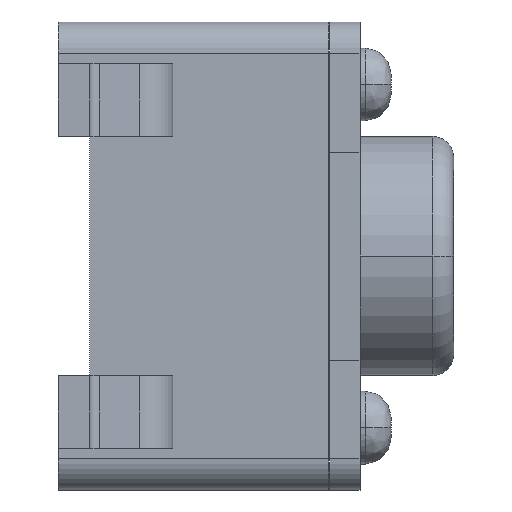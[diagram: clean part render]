
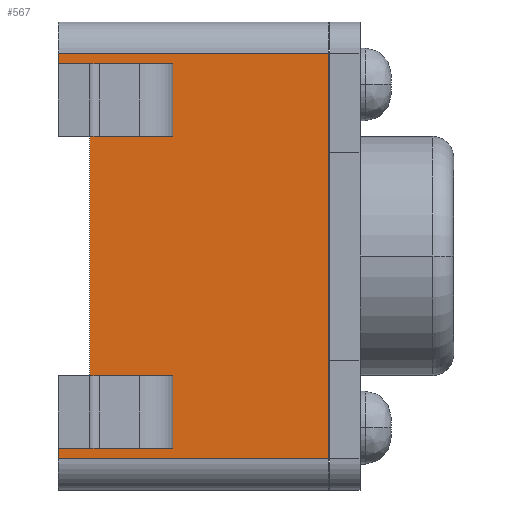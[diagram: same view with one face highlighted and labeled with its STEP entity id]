
A CAD part, front view. The second image highlights one B-rep face of the part: STEP entity #567.
In plain terms, the highlighted planar face has unit normal (0, -1, 0).
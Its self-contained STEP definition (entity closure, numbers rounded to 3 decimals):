
#292 = VERTEX_POINT('',#293);
#293 = CARTESIAN_POINT('',(0.,-2.25,1.95));
#302 = EDGE_CURVE('',#292,#303,#305,.T.);
#303 = VERTEX_POINT('',#304);
#304 = CARTESIAN_POINT('',(0.,-2.25,1.25));
#305 = LINE('',#306,#307);
#306 = CARTESIAN_POINT('',(0.,-2.25,1.95));
#307 = VECTOR('',#308,1.);
#308 = DIRECTION('',(0.,0.,-1.));
#349 = EDGE_CURVE('',#350,#292,#352,.T.);
#350 = VERTEX_POINT('',#351);
#351 = CARTESIAN_POINT('',(2.6,-2.25,1.95));
#352 = LINE('',#353,#354);
#353 = CARTESIAN_POINT('',(2.6,-2.25,1.95));
#354 = VECTOR('',#355,1.);
#355 = DIRECTION('',(-1.,0.,0.));
#415 = VERTEX_POINT('',#416);
#416 = CARTESIAN_POINT('',(2.6,-2.25,-1.95));
#423 = EDGE_CURVE('',#415,#350,#424,.T.);
#424 = LINE('',#425,#426);
#425 = CARTESIAN_POINT('',(2.6,-2.25,-1.95));
#426 = VECTOR('',#427,1.);
#427 = DIRECTION('',(0.,0.,1.));
#567 = ADVANCED_FACE('',(#568,#611,#645),#679,.T.);
#568 = FACE_BOUND('',#569,.F.);
#569 = EDGE_LOOP('',(#570,#571,#579,#587,#595,#603,#609,#610));
#570 = ORIENTED_EDGE('',*,*,#423,.F.);
#571 = ORIENTED_EDGE('',*,*,#572,.T.);
#572 = EDGE_CURVE('',#415,#573,#575,.T.);
#573 = VERTEX_POINT('',#574);
#574 = CARTESIAN_POINT('',(0.,-2.25,-1.95));
#575 = LINE('',#576,#577);
#576 = CARTESIAN_POINT('',(2.6,-2.25,-1.95));
#577 = VECTOR('',#578,1.);
#578 = DIRECTION('',(-1.,0.,0.));
#579 = ORIENTED_EDGE('',*,*,#580,.F.);
#580 = EDGE_CURVE('',#581,#573,#583,.T.);
#581 = VERTEX_POINT('',#582);
#582 = CARTESIAN_POINT('',(0.,-2.25,-1.25));
#583 = LINE('',#584,#585);
#584 = CARTESIAN_POINT('',(0.,-2.25,-1.25));
#585 = VECTOR('',#586,1.);
#586 = DIRECTION('',(0.,0.,-1.));
#587 = ORIENTED_EDGE('',*,*,#588,.T.);
#588 = EDGE_CURVE('',#581,#589,#591,.T.);
#589 = VERTEX_POINT('',#590);
#590 = CARTESIAN_POINT('',(0.3,-2.25,-1.25));
#591 = LINE('',#592,#593);
#592 = CARTESIAN_POINT('',(0.,-2.25,-1.25));
#593 = VECTOR('',#594,1.);
#594 = DIRECTION('',(1.,0.,0.));
#595 = ORIENTED_EDGE('',*,*,#596,.F.);
#596 = EDGE_CURVE('',#597,#589,#599,.T.);
#597 = VERTEX_POINT('',#598);
#598 = CARTESIAN_POINT('',(0.3,-2.25,1.25));
#599 = LINE('',#600,#601);
#600 = CARTESIAN_POINT('',(0.3,-2.25,1.25));
#601 = VECTOR('',#602,1.);
#602 = DIRECTION('',(0.,0.,-1.));
#603 = ORIENTED_EDGE('',*,*,#604,.F.);
#604 = EDGE_CURVE('',#303,#597,#605,.T.);
#605 = LINE('',#606,#607);
#606 = CARTESIAN_POINT('',(0.,-2.25,1.25));
#607 = VECTOR('',#608,1.);
#608 = DIRECTION('',(1.,0.,0.));
#609 = ORIENTED_EDGE('',*,*,#302,.F.);
#610 = ORIENTED_EDGE('',*,*,#349,.F.);
#611 = FACE_BOUND('',#612,.F.);
#612 = EDGE_LOOP('',(#613,#623,#631,#639));
#613 = ORIENTED_EDGE('',*,*,#614,.F.);
#614 = EDGE_CURVE('',#615,#617,#619,.T.);
#615 = VERTEX_POINT('',#616);
#616 = CARTESIAN_POINT('',(0.8,-2.25,1.15));
#617 = VERTEX_POINT('',#618);
#618 = CARTESIAN_POINT('',(0.8,-2.25,1.85));
#619 = LINE('',#620,#621);
#620 = CARTESIAN_POINT('',(0.8,-2.25,1.15));
#621 = VECTOR('',#622,1.);
#622 = DIRECTION('',(0.,0.,1.));
#623 = ORIENTED_EDGE('',*,*,#624,.T.);
#624 = EDGE_CURVE('',#615,#625,#627,.T.);
#625 = VERTEX_POINT('',#626);
#626 = CARTESIAN_POINT('',(1.1,-2.25,1.15));
#627 = LINE('',#628,#629);
#628 = CARTESIAN_POINT('',(0.8,-2.25,1.15));
#629 = VECTOR('',#630,1.);
#630 = DIRECTION('',(1.,0.,0.));
#631 = ORIENTED_EDGE('',*,*,#632,.T.);
#632 = EDGE_CURVE('',#625,#633,#635,.T.);
#633 = VERTEX_POINT('',#634);
#634 = CARTESIAN_POINT('',(1.1,-2.25,1.85));
#635 = LINE('',#636,#637);
#636 = CARTESIAN_POINT('',(1.1,-2.25,1.15));
#637 = VECTOR('',#638,1.);
#638 = DIRECTION('',(0.,0.,1.));
#639 = ORIENTED_EDGE('',*,*,#640,.F.);
#640 = EDGE_CURVE('',#617,#633,#641,.T.);
#641 = LINE('',#642,#643);
#642 = CARTESIAN_POINT('',(0.8,-2.25,1.85));
#643 = VECTOR('',#644,1.);
#644 = DIRECTION('',(1.,0.,0.));
#645 = FACE_BOUND('',#646,.F.);
#646 = EDGE_LOOP('',(#647,#657,#665,#673));
#647 = ORIENTED_EDGE('',*,*,#648,.T.);
#648 = EDGE_CURVE('',#649,#651,#653,.T.);
#649 = VERTEX_POINT('',#650);
#650 = CARTESIAN_POINT('',(1.1,-2.25,-1.85));
#651 = VERTEX_POINT('',#652);
#652 = CARTESIAN_POINT('',(1.1,-2.25,-1.15));
#653 = LINE('',#654,#655);
#654 = CARTESIAN_POINT('',(1.1,-2.25,-1.85));
#655 = VECTOR('',#656,1.);
#656 = DIRECTION('',(0.,0.,1.));
#657 = ORIENTED_EDGE('',*,*,#658,.F.);
#658 = EDGE_CURVE('',#659,#651,#661,.T.);
#659 = VERTEX_POINT('',#660);
#660 = CARTESIAN_POINT('',(0.8,-2.25,-1.15));
#661 = LINE('',#662,#663);
#662 = CARTESIAN_POINT('',(0.8,-2.25,-1.15));
#663 = VECTOR('',#664,1.);
#664 = DIRECTION('',(1.,0.,0.));
#665 = ORIENTED_EDGE('',*,*,#666,.F.);
#666 = EDGE_CURVE('',#667,#659,#669,.T.);
#667 = VERTEX_POINT('',#668);
#668 = CARTESIAN_POINT('',(0.8,-2.25,-1.85));
#669 = LINE('',#670,#671);
#670 = CARTESIAN_POINT('',(0.8,-2.25,-1.85));
#671 = VECTOR('',#672,1.);
#672 = DIRECTION('',(0.,0.,1.));
#673 = ORIENTED_EDGE('',*,*,#674,.T.);
#674 = EDGE_CURVE('',#667,#649,#675,.T.);
#675 = LINE('',#676,#677);
#676 = CARTESIAN_POINT('',(0.8,-2.25,-1.85));
#677 = VECTOR('',#678,1.);
#678 = DIRECTION('',(1.,0.,0.));
#679 = PLANE('',#680);
#680 = AXIS2_PLACEMENT_3D('',#681,#682,#683);
#681 = CARTESIAN_POINT('',(0.,-2.25,2.25));
#682 = DIRECTION('',(0.,-1.,0.));
#683 = DIRECTION('',(0.,0.,-1.));
